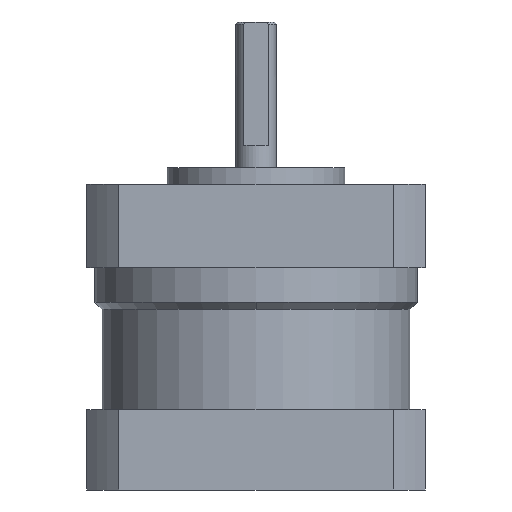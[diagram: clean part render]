
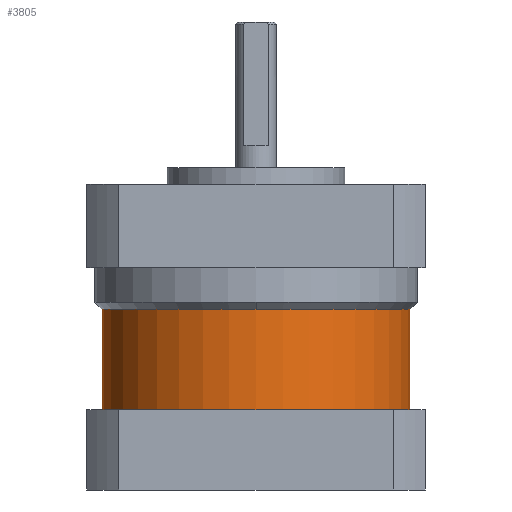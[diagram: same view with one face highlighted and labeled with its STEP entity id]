
A CAD part, front view. The second image highlights one B-rep face of the part: STEP entity #3805.
In plain terms, the highlighted cylindrical face has radius 19.05 mm (diameter 38.1 mm), a partial arc.
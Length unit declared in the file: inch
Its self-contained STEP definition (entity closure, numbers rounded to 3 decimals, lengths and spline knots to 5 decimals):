
#36 = LINE ( 'NONE', #1773, #5160 ) ;
#47 = FACE_OUTER_BOUND ( 'NONE', #6323, .T. ) ;
#847 = EDGE_CURVE ( 'NONE', #3425, #4477, #36, .T. ) ;
#1106 = CARTESIAN_POINT ( 'NONE',  ( -0.85756, 0.02168, 0.97421 ) ) ;
#1263 = VECTOR ( 'NONE', #2994, 39.37008 ) ;
#1613 = CARTESIAN_POINT ( 'NONE',  ( -0.10756, 0.02168, 0.48421 ) ) ;
#1664 = AXIS2_PLACEMENT_3D ( 'NONE', #1613, #5228, #2143 ) ;
#1773 = CARTESIAN_POINT ( 'NONE',  ( -0.85756, 0.02168, 1.22921 ) ) ;
#1862 = ORIENTED_EDGE ( 'NONE', *, *, #6332, .T. ) ;
#1927 = CIRCLE ( 'NONE', #4909, 0.75 ) ;
#2083 = ORIENTED_EDGE ( 'NONE', *, *, #5242, .T. ) ;
#2143 = DIRECTION ( 'NONE',  ( -1., 0., 0. ) ) ;
#2350 = ORIENTED_EDGE ( 'NONE', *, *, #4586, .F. ) ;
#2388 = CARTESIAN_POINT ( 'NONE',  ( -0.10756, 0.02168, 0.97421 ) ) ;
#2405 = VERTEX_POINT ( 'NONE', #3192 ) ;
#2814 = CIRCLE ( 'NONE', #1664, 0.75 ) ;
#2888 = DIRECTION ( 'NONE',  ( 0., 0., -1. ) ) ;
#2901 = DIRECTION ( 'NONE',  ( -1., 0., 0. ) ) ;
#2982 = CIRCLE ( 'NONE', #5174, 0.75 ) ;
#2994 = DIRECTION ( 'NONE',  ( 0., 0., -1. ) ) ;
#3012 = DIRECTION ( 'NONE',  ( 0., 0., -1. ) ) ;
#3075 = CARTESIAN_POINT ( 'NONE',  ( 0.64244, 0.02168, 0.48421 ) ) ;
#3192 = CARTESIAN_POINT ( 'NONE',  ( -0.10756, -0.72832, 0.97421 ) ) ;
#3425 = VERTEX_POINT ( 'NONE', #1106 ) ;
#3805 = ADVANCED_FACE ( 'NONE', ( #47 ), #6527, .F. ) ;
#3916 = CARTESIAN_POINT ( 'NONE',  ( -0.10756, 0.02168, 1.22921 ) ) ;
#3946 = CARTESIAN_POINT ( 'NONE',  ( -0.85756, 0.02168, 0.48421 ) ) ;
#4011 = VERTEX_POINT ( 'NONE', #3075 ) ;
#4036 = ORIENTED_EDGE ( 'NONE', *, *, #847, .F. ) ;
#4183 = CARTESIAN_POINT ( 'NONE',  ( 0.64244, 0.02168, 0.97421 ) ) ;
#4477 = VERTEX_POINT ( 'NONE', #3946 ) ;
#4586 = EDGE_CURVE ( 'NONE', #2405, #3425, #2982, .T. ) ;
#4909 = AXIS2_PLACEMENT_3D ( 'NONE', #2388, #5993, #2901 ) ;
#5107 = EDGE_CURVE ( 'NONE', #6510, #2405, #1927, .T. ) ;
#5160 = VECTOR ( 'NONE', #5886, 39.37008 ) ;
#5174 = AXIS2_PLACEMENT_3D ( 'NONE', #6094, #3012, #6609 ) ;
#5211 = AXIS2_PLACEMENT_3D ( 'NONE', #3916, #2888, #5975 ) ;
#5228 = DIRECTION ( 'NONE',  ( 0., 0., -1. ) ) ;
#5242 = EDGE_CURVE ( 'NONE', #4011, #4477, #2814, .T. ) ;
#5886 = DIRECTION ( 'NONE',  ( 0., 0., -1. ) ) ;
#5975 = DIRECTION ( 'NONE',  ( -1., 0., 0. ) ) ;
#5993 = DIRECTION ( 'NONE',  ( 0., 0., -1. ) ) ;
#6060 = CARTESIAN_POINT ( 'NONE',  ( 0.64244, 0.02168, 1.22921 ) ) ;
#6094 = CARTESIAN_POINT ( 'NONE',  ( -0.10756, 0.02168, 0.97421 ) ) ;
#6323 = EDGE_LOOP ( 'NONE', ( #6417, #1862, #2083, #4036, #2350 ) ) ;
#6332 = EDGE_CURVE ( 'NONE', #6510, #4011, #6587, .T. ) ;
#6417 = ORIENTED_EDGE ( 'NONE', *, *, #5107, .F. ) ;
#6510 = VERTEX_POINT ( 'NONE', #4183 ) ;
#6527 = CYLINDRICAL_SURFACE ( 'NONE', #5211, 0.75 ) ;
#6587 = LINE ( 'NONE', #6060, #1263 ) ;
#6609 = DIRECTION ( 'NONE',  ( -1., 0., 0. ) ) ;
